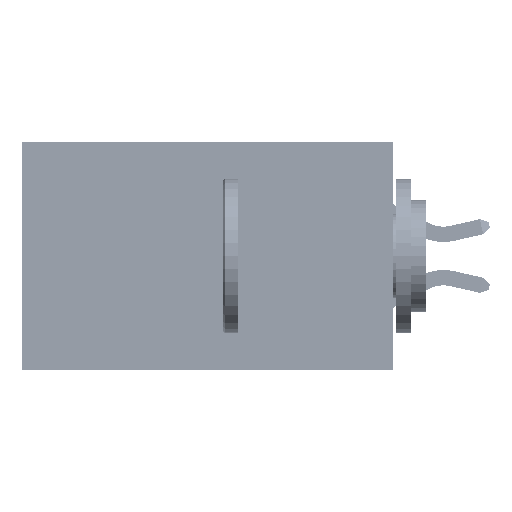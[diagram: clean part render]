
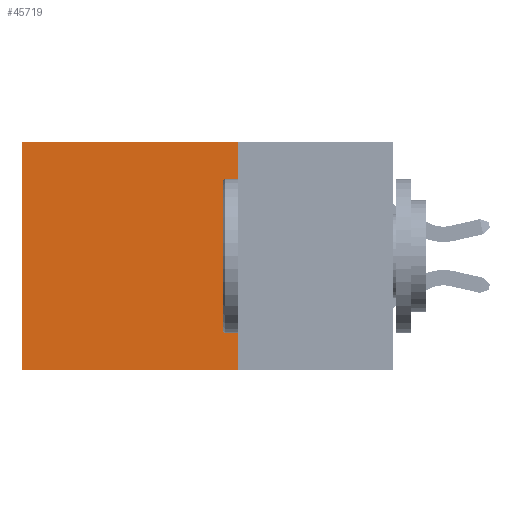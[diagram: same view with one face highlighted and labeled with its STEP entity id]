
A CAD part, left-side view. The second image highlights one B-rep face of the part: STEP entity #45719.
In plain terms, the highlighted planar face has unit normal (-1, 0, 0).
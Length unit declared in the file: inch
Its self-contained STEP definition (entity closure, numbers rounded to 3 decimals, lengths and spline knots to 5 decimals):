
#79 = LINE ( 'NONE', #39470, #38252 ) ;
#1475 = AXIS2_PLACEMENT_3D ( 'NONE', #11956, #28369, #32793 ) ;
#4519 = CARTESIAN_POINT ( 'NONE',  ( 0.2875, 0.6, -0.37 ) ) ;
#8379 = VECTOR ( 'NONE', #40609, 39.37008 ) ;
#8579 = PLANE ( 'NONE',  #1475 ) ;
#8588 = EDGE_CURVE ( 'NONE', #28138, #10250, #24968, .T. ) ;
#10250 = VERTEX_POINT ( 'NONE', #4519 ) ;
#10596 = CARTESIAN_POINT ( 'NONE',  ( 0.2875, 0.25, 0. ) ) ;
#11956 = CARTESIAN_POINT ( 'NONE',  ( 0.2875, 0.25, 0. ) ) ;
#12234 = DIRECTION ( 'NONE',  ( 0., 0., -1. ) ) ;
#16871 = CARTESIAN_POINT ( 'NONE',  ( 0.2875, 0.25, 0. ) ) ;
#17180 = ORIENTED_EDGE ( 'NONE', *, *, #29675, .T. ) ;
#21493 = CARTESIAN_POINT ( 'NONE',  ( 0.2875, 0.6, 0. ) ) ;
#22173 = EDGE_CURVE ( 'NONE', #49578, #28138, #48225, .T. ) ;
#24071 = LINE ( 'NONE', #10596, #34896 ) ;
#24968 = LINE ( 'NONE', #32434, #8379 ) ;
#27068 = DIRECTION ( 'NONE',  ( 0., 0., -1. ) ) ;
#27188 = ORIENTED_EDGE ( 'NONE', *, *, #49456, .T. ) ;
#27569 = FACE_OUTER_BOUND ( 'NONE', #47460, .T. ) ;
#28138 = VERTEX_POINT ( 'NONE', #50213 ) ;
#28369 = DIRECTION ( 'NONE',  ( 1., 0., 0. ) ) ;
#29675 = EDGE_CURVE ( 'NONE', #44723, #10250, #79, .T. ) ;
#32434 = CARTESIAN_POINT ( 'NONE',  ( 0.2875, 0.25, -0.37 ) ) ;
#32793 = DIRECTION ( 'NONE',  ( 0., 0., -1. ) ) ;
#34896 = VECTOR ( 'NONE', #42281, 39.37008 ) ;
#38252 = VECTOR ( 'NONE', #27068, 39.37008 ) ;
#39470 = CARTESIAN_POINT ( 'NONE',  ( 0.2875, 0.6, 0. ) ) ;
#40156 = ORIENTED_EDGE ( 'NONE', *, *, #8588, .F. ) ;
#40609 = DIRECTION ( 'NONE',  ( 0., 1., 0. ) ) ;
#42281 = DIRECTION ( 'NONE',  ( 0., 1., 0. ) ) ;
#43504 = CARTESIAN_POINT ( 'NONE',  ( 0.2875, 0.25, 0. ) ) ;
#44723 = VERTEX_POINT ( 'NONE', #21493 ) ;
#45114 = ORIENTED_EDGE ( 'NONE', *, *, #22173, .F. ) ;
#45719 = ADVANCED_FACE ( 'NONE', ( #27569 ), #8579, .F. ) ;
#47460 = EDGE_LOOP ( 'NONE', ( #17180, #40156, #45114, #27188 ) ) ;
#48225 = LINE ( 'NONE', #16871, #49500 ) ;
#49456 = EDGE_CURVE ( 'NONE', #49578, #44723, #24071, .T. ) ;
#49500 = VECTOR ( 'NONE', #12234, 39.37008 ) ;
#49578 = VERTEX_POINT ( 'NONE', #43504 ) ;
#50213 = CARTESIAN_POINT ( 'NONE',  ( 0.2875, 0.25, -0.37 ) ) ;
